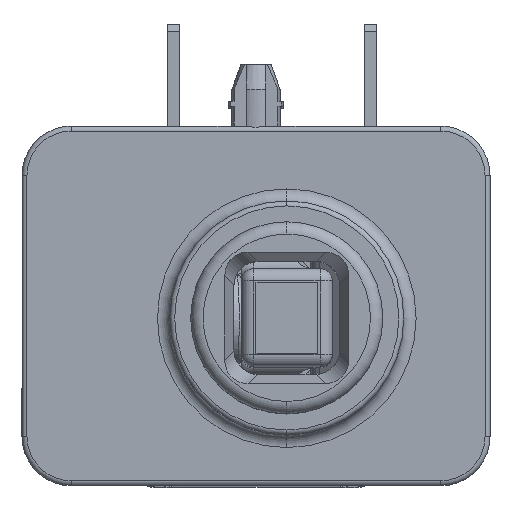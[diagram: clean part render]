
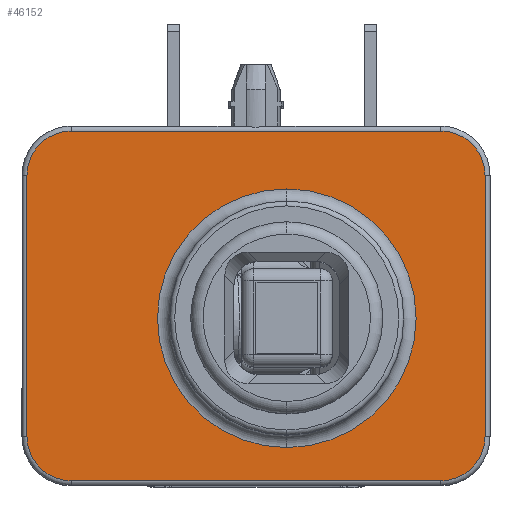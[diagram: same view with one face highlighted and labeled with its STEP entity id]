
A CAD part, top view. The second image highlights one B-rep face of the part: STEP entity #46152.
In plain terms, the highlighted planar face has unit normal (0, 0, 1).
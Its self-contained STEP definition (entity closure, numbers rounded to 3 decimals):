
#1032 = CARTESIAN_POINT ( 'NONE',  ( 1.25, 0., 0. ) ) ;
#1033 = DIRECTION ( 'NONE',  ( 0., 0., -1. ) ) ;
#1034 = DIRECTION ( 'NONE',  ( 0., -1., 0. ) ) ;
#3690 = CARTESIAN_POINT ( 'NONE',  ( 1.25, 5.25, 0. ) ) ;
#3743 = CARTESIAN_POINT ( 'NONE',  ( 1.25, -5.25, 0. ) ) ;
#4270 = CARTESIAN_POINT ( 'NONE',  ( 9.3, 5.8, 0. ) ) ;
#6563 = EDGE_LOOP ( 'NONE', ( #34162, #34186 ) ) ;
#6565 = EDGE_LOOP ( 'NONE', ( #34201, #34172, #34171, #34170, #34168, #34167, #34165, #34164 ) ) ;
#10295 = CIRCLE ( 'NONE', #45767, 1.8 ) ;
#10297 = LINE ( 'NONE', #27785, #10299 ) ;
#10298 = LINE ( 'NONE', #27803, #10301 ) ;
#10299 = VECTOR ( 'NONE', #27796, 1000. ) ;
#10300 = CIRCLE ( 'NONE', #45769, 1.8 ) ;
#10301 = VECTOR ( 'NONE', #27804, 1000. ) ;
#10302 = CIRCLE ( 'NONE', #45770, 1.8 ) ;
#10303 = CIRCLE ( 'NONE', #45771, 1.8 ) ;
#10304 = LINE ( 'NONE', #27808, #10306 ) ;
#10305 = LINE ( 'NONE', #27816, #10308 ) ;
#10306 = VECTOR ( 'NONE', #27809, 1000. ) ;
#10308 = VECTOR ( 'NONE', #27817, 1000. ) ;
#10855 = CIRCLE ( 'NONE', #45863, 5.25 ) ;
#14585 = AXIS2_PLACEMENT_3D ( 'NONE', #1032, #1033, #1034 ) ;
#21493 = CIRCLE ( 'NONE', #14585, 5.25 ) ;
#23912 = EDGE_CURVE ( 'NONE', #33961, #33824, #21493, .T. ) ;
#25918 = CARTESIAN_POINT ( 'NONE',  ( 1.25, 0., 0. ) ) ;
#25919 = DIRECTION ( 'NONE',  ( 0., 0., -1. ) ) ;
#25920 = DIRECTION ( 'NONE',  ( 0., -1., 0. ) ) ;
#27785 = CARTESIAN_POINT ( 'NONE',  ( -7.5, 7.6, 0. ) ) ;
#27796 = DIRECTION ( 'NONE',  ( -1., 0., 0. ) ) ;
#27797 = CARTESIAN_POINT ( 'NONE',  ( 7.5, 5.8, 0. ) ) ;
#27798 = DIRECTION ( 'NONE',  ( 0., 0., 1. ) ) ;
#27799 = DIRECTION ( 'NONE',  ( 0., -1., 0. ) ) ;
#27803 = CARTESIAN_POINT ( 'NONE',  ( -9.3, -4.8, 0. ) ) ;
#27804 = DIRECTION ( 'NONE',  ( 0., -1., 0. ) ) ;
#27805 = CARTESIAN_POINT ( 'NONE',  ( -7.5, 5.8, 0. ) ) ;
#27806 = DIRECTION ( 'NONE',  ( 0., 0., 1. ) ) ;
#27807 = DIRECTION ( 'NONE',  ( 0., -1., 0. ) ) ;
#27808 = CARTESIAN_POINT ( 'NONE',  ( 7.5, -6.6, 0. ) ) ;
#27809 = DIRECTION ( 'NONE',  ( 1., 0., 0. ) ) ;
#27810 = CARTESIAN_POINT ( 'NONE',  ( -7.5, -4.8, 0. ) ) ;
#27811 = DIRECTION ( 'NONE',  ( 0., 0., 1. ) ) ;
#27812 = DIRECTION ( 'NONE',  ( 0., -1., 0. ) ) ;
#27813 = CARTESIAN_POINT ( 'NONE',  ( 7.5, -4.8, 0. ) ) ;
#27814 = DIRECTION ( 'NONE',  ( 0., 0., 1. ) ) ;
#27815 = DIRECTION ( 'NONE',  ( 0., -1., 0. ) ) ;
#27816 = CARTESIAN_POINT ( 'NONE',  ( 9.3, 5.8, 0. ) ) ;
#27817 = DIRECTION ( 'NONE',  ( 0., 1., 0. ) ) ;
#29040 = FACE_OUTER_BOUND ( 'NONE', #6565, .T. ) ;
#29044 = FACE_BOUND ( 'NONE', #6563, .T. ) ;
#31190 = DIRECTION ( 'NONE',  ( 0., 0., 1. ) ) ;
#31196 = CARTESIAN_POINT ( 'NONE',  ( -7.5, 7.5, 0. ) ) ;
#31199 = PLANE ( 'NONE',  #33666 ) ;
#31203 = DIRECTION ( 'NONE',  ( 0., -1., 0. ) ) ;
#33666 = AXIS2_PLACEMENT_3D ( 'NONE', #31196, #31190, #31203 ) ;
#33824 = VERTEX_POINT ( 'NONE', #3690 ) ;
#33961 = VERTEX_POINT ( 'NONE', #3743 ) ;
#34162 = ORIENTED_EDGE ( 'NONE', *, *, #23912, .T. ) ;
#34164 = ORIENTED_EDGE ( 'NONE', *, *, #42457, .T. ) ;
#34165 = ORIENTED_EDGE ( 'NONE', *, *, #42455, .T. ) ;
#34167 = ORIENTED_EDGE ( 'NONE', *, *, #42456, .T. ) ;
#34168 = ORIENTED_EDGE ( 'NONE', *, *, #42454, .T. ) ;
#34170 = ORIENTED_EDGE ( 'NONE', *, *, #42452, .T. ) ;
#34171 = ORIENTED_EDGE ( 'NONE', *, *, #42453, .T. ) ;
#34172 = ORIENTED_EDGE ( 'NONE', *, *, #42451, .T. ) ;
#34186 = ORIENTED_EDGE ( 'NONE', *, *, #42791, .T. ) ;
#34201 = ORIENTED_EDGE ( 'NONE', *, *, #42449, .T. ) ;
#39664 = VERTEX_POINT ( 'NONE', #41971 ) ;
#39669 = VERTEX_POINT ( 'NONE', #41977 ) ;
#39670 = VERTEX_POINT ( 'NONE', #41978 ) ;
#39672 = VERTEX_POINT ( 'NONE', #41980 ) ;
#39673 = VERTEX_POINT ( 'NONE', #41981 ) ;
#39674 = VERTEX_POINT ( 'NONE', #41983 ) ;
#39744 = VERTEX_POINT ( 'NONE', #42063 ) ;
#39750 = VERTEX_POINT ( 'NONE', #4270 ) ;
#41971 = CARTESIAN_POINT ( 'NONE',  ( -7.5, -6.6, 0. ) ) ;
#41977 = CARTESIAN_POINT ( 'NONE',  ( -9.3, 5.8, 0. ) ) ;
#41978 = CARTESIAN_POINT ( 'NONE',  ( -7.5, 7.6, 0. ) ) ;
#41980 = CARTESIAN_POINT ( 'NONE',  ( 9.3, -4.8, 0. ) ) ;
#41981 = CARTESIAN_POINT ( 'NONE',  ( 7.5, -6.6, 0. ) ) ;
#41983 = CARTESIAN_POINT ( 'NONE',  ( -9.3, -4.8, 0. ) ) ;
#42063 = CARTESIAN_POINT ( 'NONE',  ( 7.5, 7.6, 0. ) ) ;
#42449 = EDGE_CURVE ( 'NONE', #39750, #39744, #10295, .T. ) ;
#42451 = EDGE_CURVE ( 'NONE', #39744, #39670, #10297, .T. ) ;
#42452 = EDGE_CURVE ( 'NONE', #39669, #39674, #10298, .T. ) ;
#42453 = EDGE_CURVE ( 'NONE', #39670, #39669, #10300, .T. ) ;
#42454 = EDGE_CURVE ( 'NONE', #39674, #39664, #10302, .T. ) ;
#42455 = EDGE_CURVE ( 'NONE', #39673, #39672, #10303, .T. ) ;
#42456 = EDGE_CURVE ( 'NONE', #39664, #39673, #10304, .T. ) ;
#42457 = EDGE_CURVE ( 'NONE', #39672, #39750, #10305, .T. ) ;
#42791 = EDGE_CURVE ( 'NONE', #33824, #33961, #10855, .T. ) ;
#45767 = AXIS2_PLACEMENT_3D ( 'NONE', #27797, #27798, #27799 ) ;
#45769 = AXIS2_PLACEMENT_3D ( 'NONE', #27805, #27806, #27807 ) ;
#45770 = AXIS2_PLACEMENT_3D ( 'NONE', #27810, #27811, #27812 ) ;
#45771 = AXIS2_PLACEMENT_3D ( 'NONE', #27813, #27814, #27815 ) ;
#45863 = AXIS2_PLACEMENT_3D ( 'NONE', #25918, #25919, #25920 ) ;
#46152 = ADVANCED_FACE ( 'NONE', ( #29040, #29044 ), #31199, .T. ) ;
